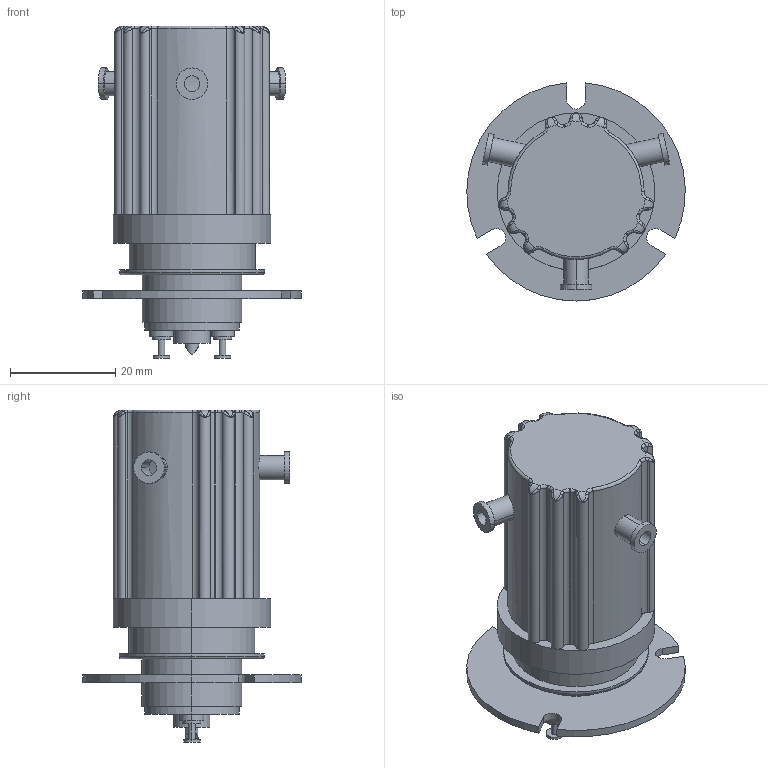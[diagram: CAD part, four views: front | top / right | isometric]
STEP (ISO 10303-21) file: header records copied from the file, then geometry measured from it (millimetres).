
FILE_DESCRIPTION (( 'STEP AP214' ), '1' );
FILE_NAME ('G25WF_step_120913.STEP', '2013-12-10T00:40:52', ( 'User' ), ( '' ), 'SwSTEP 2.0', 'SolidWorks 2013', '' );
FILE_SCHEMA (( 'AUTOMOTIVE_DESIGN' ));
Length unit declared in the file: millimetre
Products named in the file (1): G25WF_step_120913
Bounding box: 41.58 x 41.53 x 63.2 mm (x, y, z)
Volume: 31982.4 mm3; surface area: 9841.9 mm2
Topology: 1 solids, 1 shells, 206 faces, 477 edges, 299 vertices
Faces by surface type: cylinder 104, torus 42, plane 33, bspline 27
Entity records: 8299 total; most frequent: CARTESIAN_POINT 2806, DIRECTION 1041, ORIENTED_EDGE 954, EDGE_CURVE 477, AXIS2_PLACEMENT_3D 460, VERTEX_POINT 299, CIRCLE 280, EDGE_LOOP 232
